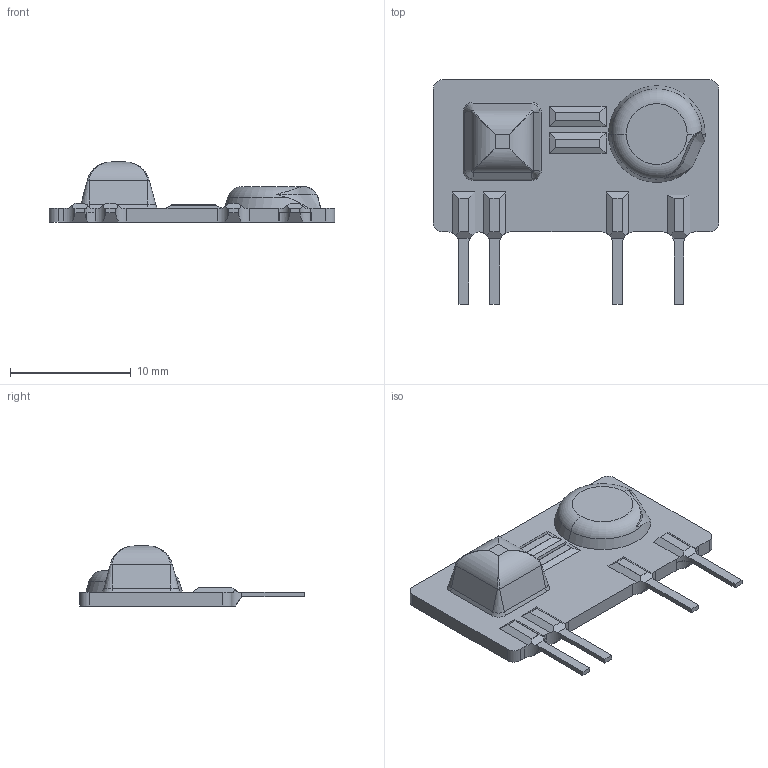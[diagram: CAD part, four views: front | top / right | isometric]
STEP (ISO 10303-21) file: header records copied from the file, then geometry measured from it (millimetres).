
FILE_DESCRIPTION (( 'STEP AP214' ), '1' );
FILE_NAME ('100601.STEP', '2011-07-02T16:21:52', ( 'LALo' ), ( 'Edi Foundation' ), 'SwSTEP 2.0', 'SolidWorks 2011', '' );
FILE_SCHEMA (( 'AUTOMOTIVE_DESIGN' ));
Length unit declared in the file: inch
Products named in the file (1): 100601
Bounding box: 23.62 x 18.54 x 4.97 mm (x, y, z)
Volume: 536.2 mm3; surface area: 815.4 mm2
Topology: 1 solids, 1 shells, 142 faces, 363 edges, 221 vertices
Faces by surface type: plane 104, cylinder 19, cone 11, bspline 6, torus 2
Entity records: 7688 total; most frequent: CARTESIAN_POINT 2626, ORIENTED_EDGE 718, DIRECTION 641, EDGE_CURVE 359, LINE 257, VECTOR 257, VERTEX_POINT 221, AXIS2_PLACEMENT_3D 192
